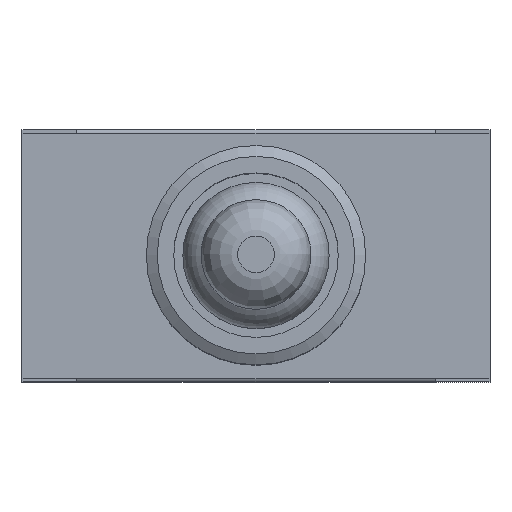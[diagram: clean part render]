
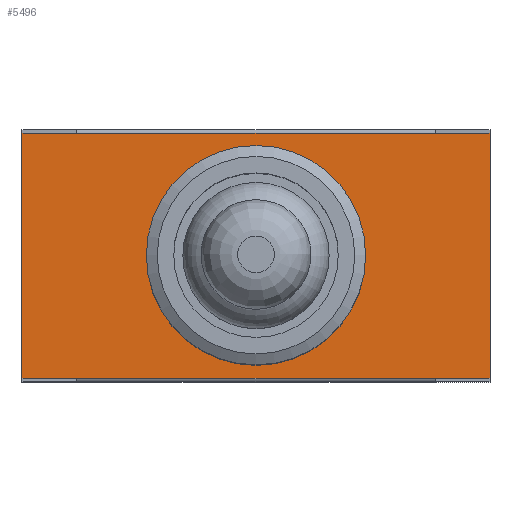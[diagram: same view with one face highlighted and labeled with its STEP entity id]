
A CAD part, top view. The second image highlights one B-rep face of the part: STEP entity #5496.
In plain terms, the highlighted planar face has unit normal (0, 0, 1).
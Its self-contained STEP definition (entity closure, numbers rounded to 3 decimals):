
#5477 = VERTEX_POINT('',#5478);
#5478 = CARTESIAN_POINT('',(2.7,0.,9.));
#5484 = EDGE_CURVE('',#5477,#5477,#5485,.T.);
#5485 = CIRCLE('',#5486,2.7);
#5486 = AXIS2_PLACEMENT_3D('',#5487,#5488,#5489);
#5487 = CARTESIAN_POINT('',(0.,0.,9.));
#5488 = DIRECTION('',(0.,0.,-1.));
#5489 = DIRECTION('',(1.,0.,0.));
#5496 = ADVANCED_FACE('',(#5497,#5563),#5566,.T.);
#5497 = FACE_BOUND('',#5498,.T.);
#5498 = EDGE_LOOP('',(#5499,#5509,#5517,#5525,#5533,#5541,#5549,#5557));
#5499 = ORIENTED_EDGE('',*,*,#5500,.T.);
#5500 = EDGE_CURVE('',#5501,#5503,#5505,.T.);
#5501 = VERTEX_POINT('',#5502);
#5502 = CARTESIAN_POINT('',(-4.9,-3.35,9.));
#5503 = VERTEX_POINT('',#5504);
#5504 = CARTESIAN_POINT('',(4.9,-3.35,9.));
#5505 = LINE('',#5506,#5507);
#5506 = CARTESIAN_POINT('',(-4.9,-3.35,9.));
#5507 = VECTOR('',#5508,1.);
#5508 = DIRECTION('',(1.,0.,0.));
#5509 = ORIENTED_EDGE('',*,*,#5510,.T.);
#5510 = EDGE_CURVE('',#5503,#5511,#5513,.T.);
#5511 = VERTEX_POINT('',#5512);
#5512 = CARTESIAN_POINT('',(6.4,-3.35,9.));
#5513 = LINE('',#5514,#5515);
#5514 = CARTESIAN_POINT('',(4.9,-3.35,9.));
#5515 = VECTOR('',#5516,1.);
#5516 = DIRECTION('',(1.,0.,0.));
#5517 = ORIENTED_EDGE('',*,*,#5518,.T.);
#5518 = EDGE_CURVE('',#5511,#5519,#5521,.T.);
#5519 = VERTEX_POINT('',#5520);
#5520 = CARTESIAN_POINT('',(6.4,3.35,9.));
#5521 = LINE('',#5522,#5523);
#5522 = CARTESIAN_POINT('',(6.4,-3.35,9.));
#5523 = VECTOR('',#5524,1.);
#5524 = DIRECTION('',(0.,1.,0.));
#5525 = ORIENTED_EDGE('',*,*,#5526,.T.);
#5526 = EDGE_CURVE('',#5519,#5527,#5529,.T.);
#5527 = VERTEX_POINT('',#5528);
#5528 = CARTESIAN_POINT('',(4.9,3.35,9.));
#5529 = LINE('',#5530,#5531);
#5530 = CARTESIAN_POINT('',(6.4,3.35,9.));
#5531 = VECTOR('',#5532,1.);
#5532 = DIRECTION('',(-1.,0.,0.));
#5533 = ORIENTED_EDGE('',*,*,#5534,.T.);
#5534 = EDGE_CURVE('',#5527,#5535,#5537,.T.);
#5535 = VERTEX_POINT('',#5536);
#5536 = CARTESIAN_POINT('',(-4.9,3.35,9.));
#5537 = LINE('',#5538,#5539);
#5538 = CARTESIAN_POINT('',(4.9,3.35,9.));
#5539 = VECTOR('',#5540,1.);
#5540 = DIRECTION('',(-1.,0.,0.));
#5541 = ORIENTED_EDGE('',*,*,#5542,.T.);
#5542 = EDGE_CURVE('',#5535,#5543,#5545,.T.);
#5543 = VERTEX_POINT('',#5544);
#5544 = CARTESIAN_POINT('',(-6.4,3.35,9.));
#5545 = LINE('',#5546,#5547);
#5546 = CARTESIAN_POINT('',(-4.9,3.35,9.));
#5547 = VECTOR('',#5548,1.);
#5548 = DIRECTION('',(-1.,0.,0.));
#5549 = ORIENTED_EDGE('',*,*,#5550,.T.);
#5550 = EDGE_CURVE('',#5543,#5551,#5553,.T.);
#5551 = VERTEX_POINT('',#5552);
#5552 = CARTESIAN_POINT('',(-6.4,-3.35,9.));
#5553 = LINE('',#5554,#5555);
#5554 = CARTESIAN_POINT('',(-6.4,3.35,9.));
#5555 = VECTOR('',#5556,1.);
#5556 = DIRECTION('',(0.,-1.,0.));
#5557 = ORIENTED_EDGE('',*,*,#5558,.T.);
#5558 = EDGE_CURVE('',#5551,#5501,#5559,.T.);
#5559 = LINE('',#5560,#5561);
#5560 = CARTESIAN_POINT('',(-6.4,-3.35,9.));
#5561 = VECTOR('',#5562,1.);
#5562 = DIRECTION('',(1.,0.,0.));
#5563 = FACE_BOUND('',#5564,.T.);
#5564 = EDGE_LOOP('',(#5565));
#5565 = ORIENTED_EDGE('',*,*,#5484,.T.);
#5566 = PLANE('',#5567);
#5567 = AXIS2_PLACEMENT_3D('',#5568,#5569,#5570);
#5568 = CARTESIAN_POINT('',(0.,0.,9.));
#5569 = DIRECTION('',(0.,0.,1.));
#5570 = DIRECTION('',(1.,0.,0.));
